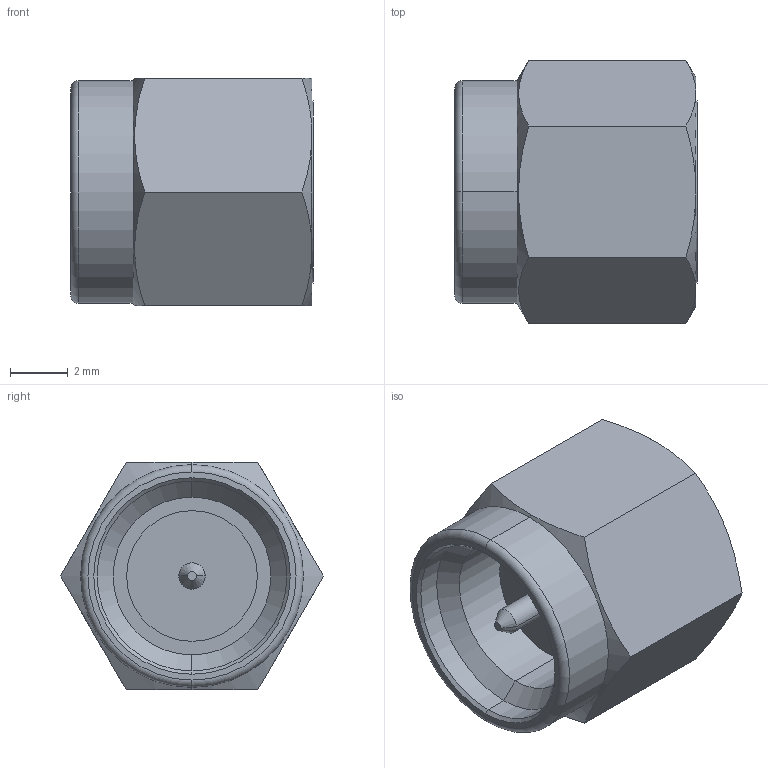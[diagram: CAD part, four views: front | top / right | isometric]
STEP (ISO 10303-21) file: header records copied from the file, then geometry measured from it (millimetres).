
FILE_DESCRIPTION (( 'STEP AP214' ), '1' );
FILE_NAME ('SF8018-6060.STEP', '2016-05-17T19:47:24', ( '' ), ( '' ), 'SwSTEP 2.0', 'SolidWorks 2015', '' );
FILE_SCHEMA (( 'AUTOMOTIVE_DESIGN' ));
Length unit declared in the file: inch
Products named in the file (1): SF8018-6060
Bounding box: 8.42 x 9.15 x 7.92 mm (x, y, z)
Volume: 335 mm3; surface area: 475.1 mm2
Topology: 1 solids, 1 shells, 52 faces, 114 edges, 70 vertices
Faces by surface type: cylinder 18, cone 18, plane 14, torus 2
Entity records: 2184 total; most frequent: CARTESIAN_POINT 345, DIRECTION 252, ORIENTED_EDGE 228, EDGE_CURVE 114, AXIS2_PLACEMENT_3D 105, VERTEX_POINT 70, EDGE_LOOP 58, UNCERTAINTY_MEASURE_WITH_UNIT 53
